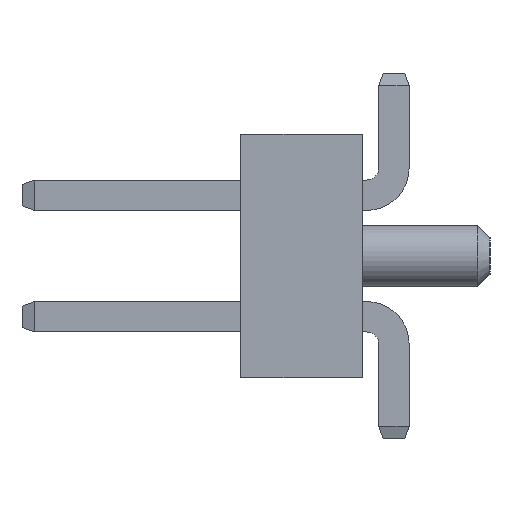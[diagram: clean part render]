
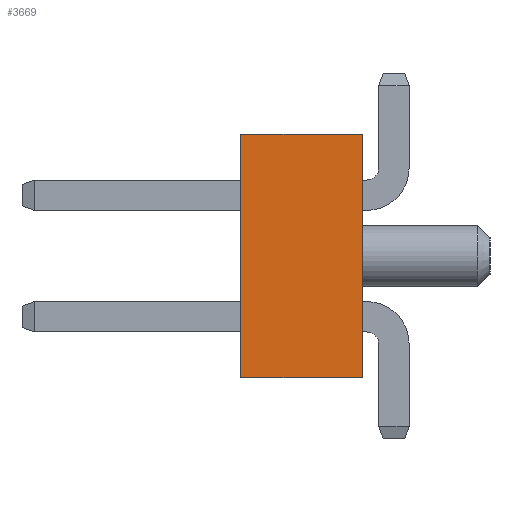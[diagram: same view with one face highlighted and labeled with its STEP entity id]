
A CAD part, left-side view. The second image highlights one B-rep face of the part: STEP entity #3669.
In plain terms, the highlighted planar face has unit normal (-1, 0, 0).
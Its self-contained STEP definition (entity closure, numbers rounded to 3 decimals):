
#46 = EDGE_CURVE ( 'NONE', #1285, #465, #726, .T. ) ;
#196 = PLANE ( 'NONE',  #2006 ) ;
#293 = ORIENTED_EDGE ( 'NONE', *, *, #1013, .T. ) ;
#465 = VERTEX_POINT ( 'NONE', #1135 ) ;
#627 = ORIENTED_EDGE ( 'NONE', *, *, #46, .F. ) ;
#726 = LINE ( 'NONE', #3077, #1598 ) ;
#821 = DIRECTION ( 'NONE',  ( 0., 1., 0. ) ) ;
#1013 = EDGE_CURVE ( 'NONE', #1926, #465, #1783, .T. ) ;
#1135 = CARTESIAN_POINT ( 'NONE',  ( -10.1, 2.77, 2. ) ) ;
#1174 = LINE ( 'NONE', #1873, #1998 ) ;
#1272 = CARTESIAN_POINT ( 'NONE',  ( -10.1, 0.77, -2. ) ) ;
#1285 = VERTEX_POINT ( 'NONE', #3451 ) ;
#1478 = LINE ( 'NONE', #3752, #2764 ) ;
#1553 = DIRECTION ( 'NONE',  ( 0., 0., 1. ) ) ;
#1598 = VECTOR ( 'NONE', #2749, 1000. ) ;
#1783 = LINE ( 'NONE', #3127, #1836 ) ;
#1836 = VECTOR ( 'NONE', #821, 1000. ) ;
#1873 = CARTESIAN_POINT ( 'NONE',  ( -10.1, 0.77, -2. ) ) ;
#1926 = VERTEX_POINT ( 'NONE', #3196 ) ;
#1998 = VECTOR ( 'NONE', #2930, 1000. ) ;
#2006 = AXIS2_PLACEMENT_3D ( 'NONE', #2858, #3876, #1553 ) ;
#2738 = EDGE_CURVE ( 'NONE', #4050, #1926, #1174, .T. ) ;
#2749 = DIRECTION ( 'NONE',  ( 0., 0., 1. ) ) ;
#2764 = VECTOR ( 'NONE', #3771, 1000. ) ;
#2858 = CARTESIAN_POINT ( 'NONE',  ( -10.1, 0.77, -2. ) ) ;
#2930 = DIRECTION ( 'NONE',  ( 0., 0., 1. ) ) ;
#2985 = ORIENTED_EDGE ( 'NONE', *, *, #2738, .T. ) ;
#2994 = EDGE_LOOP ( 'NONE', ( #627, #4098, #2985, #293 ) ) ;
#3061 = EDGE_CURVE ( 'NONE', #4050, #1285, #1478, .T. ) ;
#3077 = CARTESIAN_POINT ( 'NONE',  ( -10.1, 2.77, -2. ) ) ;
#3127 = CARTESIAN_POINT ( 'NONE',  ( -10.1, 0.77, 2. ) ) ;
#3196 = CARTESIAN_POINT ( 'NONE',  ( -10.1, 0.77, 2. ) ) ;
#3451 = CARTESIAN_POINT ( 'NONE',  ( -10.1, 2.77, -2. ) ) ;
#3669 = ADVANCED_FACE ( 'NONE', ( #4142 ), #196, .T. ) ;
#3752 = CARTESIAN_POINT ( 'NONE',  ( -10.1, 0.77, -2. ) ) ;
#3771 = DIRECTION ( 'NONE',  ( 0., 1., 0. ) ) ;
#3876 = DIRECTION ( 'NONE',  ( -1., 0., 0. ) ) ;
#4050 = VERTEX_POINT ( 'NONE', #1272 ) ;
#4098 = ORIENTED_EDGE ( 'NONE', *, *, #3061, .F. ) ;
#4142 = FACE_OUTER_BOUND ( 'NONE', #2994, .T. ) ;
